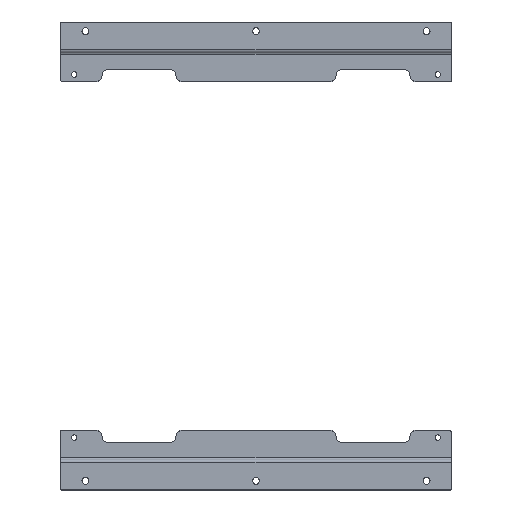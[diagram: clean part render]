
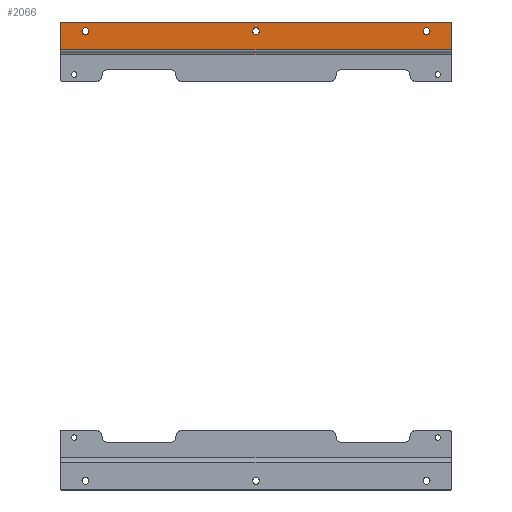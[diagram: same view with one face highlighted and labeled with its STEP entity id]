
A CAD part, top view. The second image highlights one B-rep face of the part: STEP entity #2066.
In plain terms, the highlighted planar face has unit normal (0, 0, 1).
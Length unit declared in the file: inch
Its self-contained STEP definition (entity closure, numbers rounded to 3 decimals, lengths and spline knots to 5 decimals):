
#6 = LINE ( 'NONE', #258, #285 ) ;
#13 = CARTESIAN_POINT ( 'NONE',  ( -7.91, 1.786, 0.998 ) ) ;
#19 = DIRECTION ( 'NONE',  ( 0., -1., 0. ) ) ;
#35 = VECTOR ( 'NONE', #421, 39.37008 ) ;
#155 = ORIENTED_EDGE ( 'NONE', *, *, #746, .T. ) ;
#197 = DIRECTION ( 'NONE',  ( 0., 0., 1. ) ) ;
#249 = DIRECTION ( 'NONE',  ( 0., 0., -1. ) ) ;
#258 = CARTESIAN_POINT ( 'NONE',  ( -7.925, 0.677, 0.998 ) ) ;
#260 = AXIS2_PLACEMENT_3D ( 'NONE', #13, #249, #2299 ) ;
#285 = VECTOR ( 'NONE', #19, 39.37008 ) ;
#318 = VERTEX_POINT ( 'NONE', #1968 ) ;
#394 = ORIENTED_EDGE ( 'NONE', *, *, #559, .T. ) ;
#411 = CARTESIAN_POINT ( 'NONE',  ( 7.91, 1.801, 0.998 ) ) ;
#421 = DIRECTION ( 'NONE',  ( 0., 1., 0. ) ) ;
#433 = VERTEX_POINT ( 'NONE', #726 ) ;
#464 = CARTESIAN_POINT ( 'NONE',  ( 6.925, 1.426, 0.998 ) ) ;
#486 = DIRECTION ( 'NONE',  ( 0., 0., -1. ) ) ;
#491 = EDGE_CURVE ( 'NONE', #2576, #433, #2216, .T. ) ;
#536 = VERTEX_POINT ( 'NONE', #1522 ) ;
#559 = EDGE_CURVE ( 'NONE', #986, #1285, #598, .T. ) ;
#579 = DIRECTION ( 'NONE',  ( 0., 0., -1. ) ) ;
#598 = LINE ( 'NONE', #1581, #2379 ) ;
#604 = FACE_BOUND ( 'NONE', #1346, .T. ) ;
#725 = EDGE_LOOP ( 'NONE', ( #1025 ) ) ;
#726 = CARTESIAN_POINT ( 'NONE',  ( 7.925, 0.677, 0.998 ) ) ;
#746 = EDGE_CURVE ( 'NONE', #1566, #2576, #6, .T. ) ;
#784 = FACE_BOUND ( 'NONE', #2296, .T. ) ;
#818 = CIRCLE ( 'NONE', #260, 0.015 ) ;
#859 = DIRECTION ( 'NONE',  ( 1., 0., 0. ) ) ;
#881 = DIRECTION ( 'NONE',  ( 0., 0., -1. ) ) ;
#901 = ORIENTED_EDGE ( 'NONE', *, *, #491, .T. ) ;
#951 = CIRCLE ( 'NONE', #1761, 0.015 ) ;
#986 = VERTEX_POINT ( 'NONE', #411 ) ;
#993 = CARTESIAN_POINT ( 'NONE',  ( 7.925, 0.677, 0.998 ) ) ;
#994 = AXIS2_PLACEMENT_3D ( 'NONE', #1021, #197, #2022 ) ;
#1021 = CARTESIAN_POINT ( 'NONE',  ( 7.925, 0.677, 0.998 ) ) ;
#1025 = ORIENTED_EDGE ( 'NONE', *, *, #2595, .T. ) ;
#1070 = LINE ( 'NONE', #1830, #35 ) ;
#1079 = DIRECTION ( 'NONE',  ( 0., 0., -1. ) ) ;
#1259 = CARTESIAN_POINT ( 'NONE',  ( -6.7845, 1.426, 0.998 ) ) ;
#1285 = VERTEX_POINT ( 'NONE', #1796 ) ;
#1291 = CARTESIAN_POINT ( 'NONE',  ( 7.91, 1.786, 0.998 ) ) ;
#1346 = EDGE_LOOP ( 'NONE', ( #2327 ) ) ;
#1353 = CARTESIAN_POINT ( 'NONE',  ( 7.925, 1.786, 0.998 ) ) ;
#1398 = CARTESIAN_POINT ( 'NONE',  ( 0., 1.426, 0.998 ) ) ;
#1422 = AXIS2_PLACEMENT_3D ( 'NONE', #1398, #579, #2394 ) ;
#1423 = FACE_OUTER_BOUND ( 'NONE', #2405, .T. ) ;
#1432 = EDGE_CURVE ( 'NONE', #433, #1626, #1070, .T. ) ;
#1522 = CARTESIAN_POINT ( 'NONE',  ( 7.0655, 1.426, 0.998 ) ) ;
#1528 = VECTOR ( 'NONE', #2601, 39.37008 ) ;
#1566 = VERTEX_POINT ( 'NONE', #1753 ) ;
#1581 = CARTESIAN_POINT ( 'NONE',  ( 7.925, 1.801, 0.998 ) ) ;
#1615 = ORIENTED_EDGE ( 'NONE', *, *, #1432, .T. ) ;
#1621 = ORIENTED_EDGE ( 'NONE', *, *, #1794, .T. ) ;
#1626 = VERTEX_POINT ( 'NONE', #1353 ) ;
#1720 = AXIS2_PLACEMENT_3D ( 'NONE', #464, #881, #2451 ) ;
#1753 = CARTESIAN_POINT ( 'NONE',  ( -7.925, 1.786, 0.998 ) ) ;
#1761 = AXIS2_PLACEMENT_3D ( 'NONE', #1291, #486, #2086 ) ;
#1794 = EDGE_CURVE ( 'NONE', #1853, #1853, #2305, .T. ) ;
#1796 = CARTESIAN_POINT ( 'NONE',  ( -7.91, 1.801, 0.998 ) ) ;
#1804 = CIRCLE ( 'NONE', #1422, 0.1405 ) ;
#1822 = PLANE ( 'NONE',  #994 ) ;
#1830 = CARTESIAN_POINT ( 'NONE',  ( 7.925, 0.677, 0.998 ) ) ;
#1853 = VERTEX_POINT ( 'NONE', #1259 ) ;
#1876 = EDGE_CURVE ( 'NONE', #986, #1626, #951, .T. ) ;
#1877 = CARTESIAN_POINT ( 'NONE',  ( -6.925, 1.426, 0.998 ) ) ;
#1929 = AXIS2_PLACEMENT_3D ( 'NONE', #1877, #1079, #859 ) ;
#1968 = CARTESIAN_POINT ( 'NONE',  ( 0.1405, 1.426, 0.998 ) ) ;
#2022 = DIRECTION ( 'NONE',  ( 1., 0., 0. ) ) ;
#2024 = ORIENTED_EDGE ( 'NONE', *, *, #2203, .F. ) ;
#2066 = ADVANCED_FACE ( 'NONE', ( #2231, #604, #784, #1423 ), #1822, .T. ) ;
#2086 = DIRECTION ( 'NONE',  ( 1., 0., 0. ) ) ;
#2099 = CIRCLE ( 'NONE', #1720, 0.1405 ) ;
#2113 = ORIENTED_EDGE ( 'NONE', *, *, #1876, .F. ) ;
#2192 = DIRECTION ( 'NONE',  ( -1., 0., 0. ) ) ;
#2203 = EDGE_CURVE ( 'NONE', #1566, #1285, #818, .T. ) ;
#2216 = LINE ( 'NONE', #993, #1528 ) ;
#2231 = FACE_BOUND ( 'NONE', #725, .T. ) ;
#2295 = CARTESIAN_POINT ( 'NONE',  ( -7.925, 0.677, 0.998 ) ) ;
#2296 = EDGE_LOOP ( 'NONE', ( #1621 ) ) ;
#2299 = DIRECTION ( 'NONE',  ( 1., 0., 0. ) ) ;
#2305 = CIRCLE ( 'NONE', #1929, 0.1405 ) ;
#2327 = ORIENTED_EDGE ( 'NONE', *, *, #2546, .T. ) ;
#2379 = VECTOR ( 'NONE', #2192, 39.37008 ) ;
#2394 = DIRECTION ( 'NONE',  ( 1., 0., 0. ) ) ;
#2405 = EDGE_LOOP ( 'NONE', ( #394, #2024, #155, #901, #1615, #2113 ) ) ;
#2451 = DIRECTION ( 'NONE',  ( 1., 0., 0. ) ) ;
#2546 = EDGE_CURVE ( 'NONE', #318, #318, #1804, .T. ) ;
#2576 = VERTEX_POINT ( 'NONE', #2295 ) ;
#2595 = EDGE_CURVE ( 'NONE', #536, #536, #2099, .T. ) ;
#2601 = DIRECTION ( 'NONE',  ( 1., 0., 0. ) ) ;
